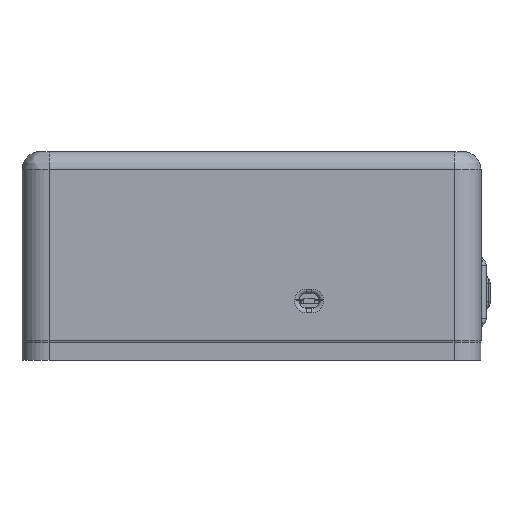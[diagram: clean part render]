
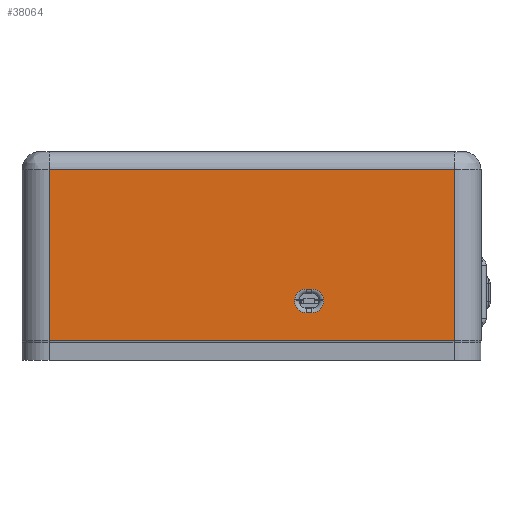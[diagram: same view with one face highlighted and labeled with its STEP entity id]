
A CAD part, left-side view. The second image highlights one B-rep face of the part: STEP entity #38064.
In plain terms, the highlighted planar face has unit normal (-1, 0, 0).
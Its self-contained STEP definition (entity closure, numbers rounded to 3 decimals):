
#2042=FACE_BOUND('',#8413,.T.);
#3288=CIRCLE('',#41611,1.3);
#3291=CIRCLE('',#41616,1.3);
#3295=CIRCLE('',#41622,1.3);
#3298=CIRCLE('',#41627,1.3);
#5919=FACE_OUTER_BOUND('',#8412,.T.);
#8412=EDGE_LOOP('',(#34150,#34151,#34152,#34153));
#8413=EDGE_LOOP('',(#34154,#34155,#34156,#34157,#34158,#34159,#34160,#34161));
#12244=LINE('',#63012,#15997);
#12245=LINE('',#63020,#15998);
#12246=LINE('',#63031,#15999);
#12248=LINE('',#63042,#16001);
#12251=LINE('',#63051,#16004);
#12252=LINE('',#63053,#16005);
#12253=LINE('',#63055,#16006);
#12254=LINE('',#63056,#16007);
#15997=VECTOR('',#51964,10.);
#15998=VECTOR('',#51975,10.);
#15999=VECTOR('',#51988,10.);
#16001=VECTOR('',#52002,10.);
#16004=VECTOR('',#52013,10.);
#16005=VECTOR('',#52014,10.);
#16006=VECTOR('',#52015,10.);
#16007=VECTOR('',#52016,10.);
#19184=VERTEX_POINT('',#63008);
#19185=VERTEX_POINT('',#63010);
#19186=VERTEX_POINT('',#63014);
#19187=VERTEX_POINT('',#63018);
#19189=VERTEX_POINT('',#63023);
#19191=VERTEX_POINT('',#63029);
#19193=VERTEX_POINT('',#63035);
#19194=VERTEX_POINT('',#63040);
#19195=VERTEX_POINT('',#63049);
#19196=VERTEX_POINT('',#63050);
#19197=VERTEX_POINT('',#63052);
#19198=VERTEX_POINT('',#63054);
#24201=EDGE_CURVE('',#19185,#19184,#12244,.T.);
#24203=EDGE_CURVE('',#19186,#19185,#3288,.T.);
#24205=EDGE_CURVE('',#19187,#19186,#12245,.T.);
#24207=EDGE_CURVE('',#19189,#19187,#3291,.T.);
#24210=EDGE_CURVE('',#19191,#19189,#12246,.T.);
#24213=EDGE_CURVE('',#19193,#19191,#3295,.T.);
#24216=EDGE_CURVE('',#19194,#19193,#12248,.T.);
#24218=EDGE_CURVE('',#19184,#19194,#3298,.T.);
#24220=EDGE_CURVE('',#19195,#19196,#12251,.T.);
#24221=EDGE_CURVE('',#19197,#19195,#12252,.T.);
#24222=EDGE_CURVE('',#19198,#19197,#12253,.T.);
#24223=EDGE_CURVE('',#19196,#19198,#12254,.T.);
#34150=ORIENTED_EDGE('',*,*,#24220,.F.);
#34151=ORIENTED_EDGE('',*,*,#24221,.F.);
#34152=ORIENTED_EDGE('',*,*,#24222,.F.);
#34153=ORIENTED_EDGE('',*,*,#24223,.F.);
#34154=ORIENTED_EDGE('',*,*,#24201,.F.);
#34155=ORIENTED_EDGE('',*,*,#24203,.F.);
#34156=ORIENTED_EDGE('',*,*,#24205,.F.);
#34157=ORIENTED_EDGE('',*,*,#24207,.F.);
#34158=ORIENTED_EDGE('',*,*,#24210,.F.);
#34159=ORIENTED_EDGE('',*,*,#24213,.F.);
#34160=ORIENTED_EDGE('',*,*,#24216,.F.);
#34161=ORIENTED_EDGE('',*,*,#24218,.F.);
#36161=PLANE('',#41629);
#38064=ADVANCED_FACE('',(#5919,#2042),#36161,.T.);
#41611=AXIS2_PLACEMENT_3D('',#63016,#51969,#51970);
#41616=AXIS2_PLACEMENT_3D('',#63025,#51980,#51981);
#41622=AXIS2_PLACEMENT_3D('',#63037,#51994,#51995);
#41627=AXIS2_PLACEMENT_3D('',#63045,#52006,#52007);
#41629=AXIS2_PLACEMENT_3D('',#63048,#52011,#52012);
#51964=DIRECTION('',(0.,0.102,-0.995));
#51969=DIRECTION('center_axis',(-1.,0.,0.));
#51970=DIRECTION('ref_axis',(0.,0.67,0.742));
#51975=DIRECTION('',(0.,1.,0.));
#51980=DIRECTION('center_axis',(-1.,0.,0.));
#51981=DIRECTION('ref_axis',(0.,-0.67,0.742));
#51988=DIRECTION('',(0.,0.102,0.995));
#51994=DIRECTION('center_axis',(-1.,0.,0.));
#51995=DIRECTION('ref_axis',(0.,-0.742,-0.67));
#52002=DIRECTION('',(0.,-1.,0.));
#52006=DIRECTION('center_axis',(-1.,0.,0.));
#52007=DIRECTION('ref_axis',(0.,0.742,-0.67));
#52011=DIRECTION('center_axis',(-1.,0.,0.));
#52012=DIRECTION('ref_axis',(0.,-1.,0.));
#52013=DIRECTION('',(0.,1.,0.));
#52014=DIRECTION('',(0.,0.,-1.));
#52015=DIRECTION('',(0.,-1.,0.));
#52016=DIRECTION('',(0.,0.,1.));
#63008=CARTESIAN_POINT('',(41.099,1.708,23.533));
#63010=CARTESIAN_POINT('',(41.099,1.704,23.568));
#63012=CARTESIAN_POINT('',(41.099,1.134,29.144));
#63014=CARTESIAN_POINT('',(41.099,0.411,24.736));
#63016=CARTESIAN_POINT('Origin',(41.099,0.411,23.436));
#63018=CARTESIAN_POINT('',(41.099,-0.217,24.736));
#63020=CARTESIAN_POINT('',(41.099,14.841,24.736));
#63023=CARTESIAN_POINT('',(41.099,-1.51,23.568));
#63025=CARTESIAN_POINT('Origin',(41.099,-0.217,23.436));
#63029=CARTESIAN_POINT('',(41.099,-1.514,23.533));
#63031=CARTESIAN_POINT('',(41.099,-0.607,32.389));
#63035=CARTESIAN_POINT('',(41.099,-0.221,22.101));
#63037=CARTESIAN_POINT('Origin',(41.099,-0.221,23.401));
#63040=CARTESIAN_POINT('',(41.099,0.415,22.101));
#63042=CARTESIAN_POINT('',(41.099,14.223,22.101));
#63045=CARTESIAN_POINT('Origin',(41.099,0.415,23.401));
#63048=CARTESIAN_POINT('Origin',(41.099,29.,38.));
#63049=CARTESIAN_POINT('',(41.099,-16.,19.));
#63050=CARTESIAN_POINT('',(41.099,29.,19.));
#63051=CARTESIAN_POINT('',(41.099,17.75,19.));
#63052=CARTESIAN_POINT('',(41.099,-16.,38.));
#63053=CARTESIAN_POINT('',(41.099,-16.,38.));
#63054=CARTESIAN_POINT('',(41.099,29.,38.));
#63055=CARTESIAN_POINT('',(41.099,17.75,38.));
#63056=CARTESIAN_POINT('',(41.099,29.,38.));
